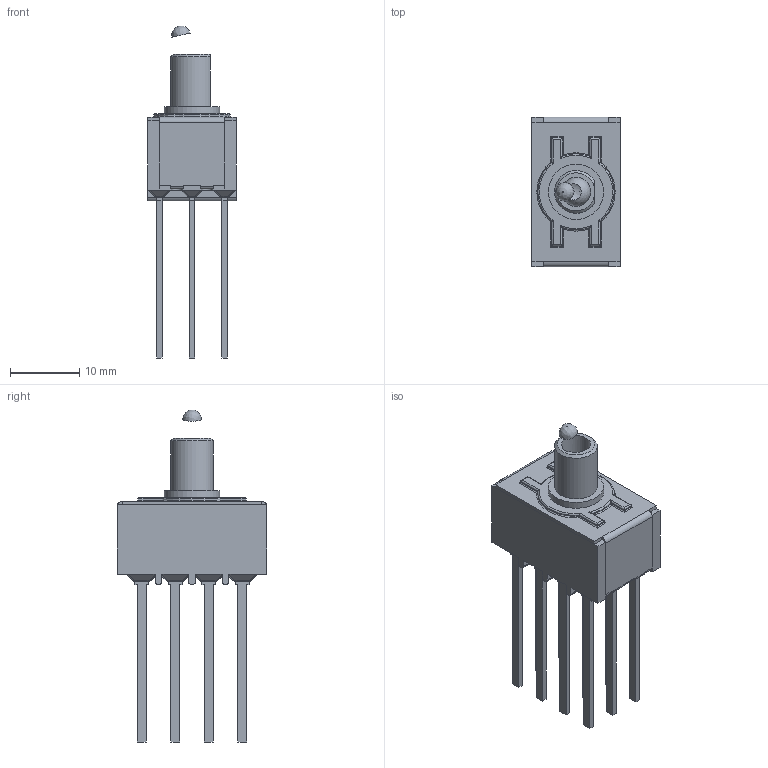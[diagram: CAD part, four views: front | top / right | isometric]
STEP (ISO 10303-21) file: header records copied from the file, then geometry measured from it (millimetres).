
FILE_DESCRIPTION(/* description */ (''),/* implementation_level */ '2;1');
FILE_NAME(/* name */ '1004PxT2B5M52xE.stp',/* time_stamp */ '2026-01-22T11:58:08-06:00',/* author */ ('jmeyers'),/* organization */ (''),/* preprocessor_version */ 'ST-DEVELOPER v18.1',/* originating_system */ 'Autodesk Inventor 2022',/* authorisation */ '');
FILE_SCHEMA (('AUTOMOTIVE_DESIGN { 1 0 10303 214 3 1 1 }'));
Length unit declared in the file: inch
Products named in the file (1): Part3
Bounding box: 12.7 x 21.59 x 47.88 mm (x, y, z)
Volume: 3586.4 mm3; surface area: 2939.5 mm2
Topology: 1 solids, 1 shells, 533 faces, 1358 edges, 779 vertices
Faces by surface type: plane 307, cylinder 149, sphere 50, bspline 17, torus 8, cone 2
Full cylindrical faces by diameter (mm): 4.2 x2, 7.98 x1
Entity records: 15895 total; most frequent: CARTESIAN_POINT 3360, DIRECTION 2596, ORIENTED_EDGE 2586, EDGE_CURVE 1293, LINE 952, VECTOR 952, AXIS2_PLACEMENT_3D 822, VERTEX_POINT 779
